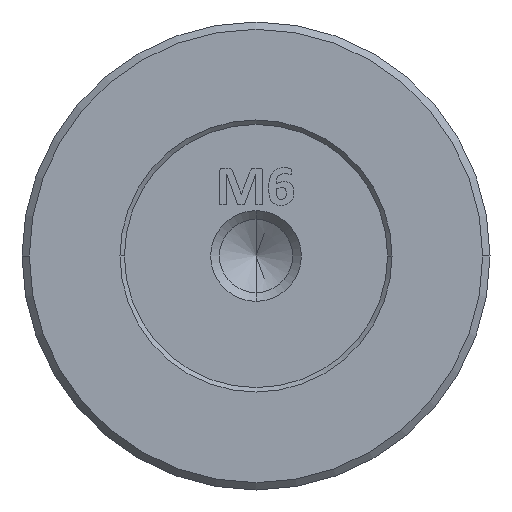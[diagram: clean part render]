
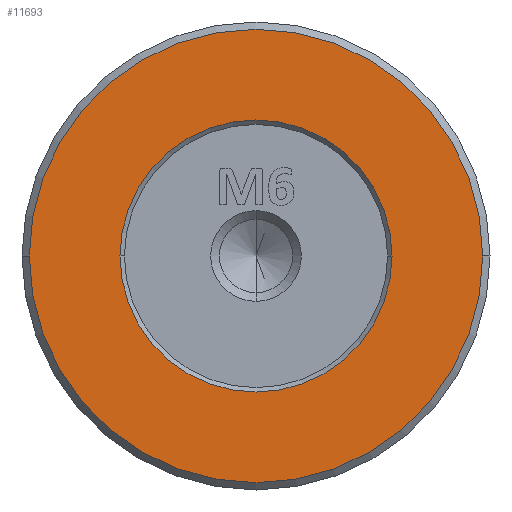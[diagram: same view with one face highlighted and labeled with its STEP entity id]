
A CAD part, left-side view. The second image highlights one B-rep face of the part: STEP entity #11693.
In plain terms, the highlighted planar face has unit normal (-1, 0, 0).
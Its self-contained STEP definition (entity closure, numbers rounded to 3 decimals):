
#630 = EDGE_LOOP ( 'NONE', ( #6186, #25946 ) ) ;
#963 = DIRECTION ( 'NONE',  ( 0., 1., 0. ) ) ;
#3166 = AXIS2_PLACEMENT_3D ( 'NONE', #4934, #6991, #13717 ) ;
#3227 = VERTEX_POINT ( 'NONE', #16988 ) ;
#3587 = CARTESIAN_POINT ( 'NONE',  ( -41.599, 3.476, 13.025 ) ) ;
#3896 = CARTESIAN_POINT ( 'NONE',  ( -41.599, 3.476, 13.025 ) ) ;
#4934 = CARTESIAN_POINT ( 'NONE',  ( -41.599, 3.476, 13.025 ) ) ;
#5343 = FACE_BOUND ( 'NONE', #630, .T. ) ;
#6186 = ORIENTED_EDGE ( 'NONE', *, *, #9197, .T. ) ;
#6376 = DIRECTION ( 'NONE',  ( 1., 0., 0. ) ) ;
#6949 = AXIS2_PLACEMENT_3D ( 'NONE', #24858, #18566, #27492 ) ;
#6991 = DIRECTION ( 'NONE',  ( -1., 0., 0. ) ) ;
#7167 = EDGE_LOOP ( 'NONE', ( #27083, #14941 ) ) ;
#8338 = EDGE_CURVE ( 'NONE', #9800, #18930, #19561, .T. ) ;
#8828 = AXIS2_PLACEMENT_3D ( 'NONE', #3587, #25690, #963 ) ;
#9197 = EDGE_CURVE ( 'NONE', #3227, #16719, #14384, .T. ) ;
#9800 = VERTEX_POINT ( 'NONE', #28395 ) ;
#11043 = DIRECTION ( 'NONE',  ( 0., -1., 0. ) ) ;
#11693 = ADVANCED_FACE ( 'NONE', ( #5343, #16748 ), #23188, .T. ) ;
#13717 = DIRECTION ( 'NONE',  ( 0., -1., 0. ) ) ;
#13899 = CIRCLE ( 'NONE', #3166, 15.5 ) ;
#14227 = EDGE_CURVE ( 'NONE', #16719, #3227, #22015, .T. ) ;
#14384 = CIRCLE ( 'NONE', #24625, 9.3 ) ;
#14863 = DIRECTION ( 'NONE',  ( 1., 0., 0. ) ) ;
#14941 = ORIENTED_EDGE ( 'NONE', *, *, #23974, .T. ) ;
#15238 = CARTESIAN_POINT ( 'NONE',  ( -41.599, 12.776, 13.025 ) ) ;
#16719 = VERTEX_POINT ( 'NONE', #15238 ) ;
#16748 = FACE_OUTER_BOUND ( 'NONE', #7167, .T. ) ;
#16988 = CARTESIAN_POINT ( 'NONE',  ( -41.599, -5.824, 13.025 ) ) ;
#17806 = AXIS2_PLACEMENT_3D ( 'NONE', #3896, #6376, #11043 ) ;
#18566 = DIRECTION ( 'NONE',  ( -1., 0., 0. ) ) ;
#18930 = VERTEX_POINT ( 'NONE', #28161 ) ;
#19235 = CARTESIAN_POINT ( 'NONE',  ( -41.599, 3.476, 13.025 ) ) ;
#19561 = CIRCLE ( 'NONE', #6949, 15.5 ) ;
#22015 = CIRCLE ( 'NONE', #17806, 9.3 ) ;
#22134 = DIRECTION ( 'NONE',  ( 0., -1., 0. ) ) ;
#23188 = PLANE ( 'NONE',  #8828 ) ;
#23974 = EDGE_CURVE ( 'NONE', #18930, #9800, #13899, .T. ) ;
#24625 = AXIS2_PLACEMENT_3D ( 'NONE', #19235, #14863, #22134 ) ;
#24858 = CARTESIAN_POINT ( 'NONE',  ( -41.599, 3.476, 13.025 ) ) ;
#25690 = DIRECTION ( 'NONE',  ( -1., 0., 0. ) ) ;
#25946 = ORIENTED_EDGE ( 'NONE', *, *, #14227, .T. ) ;
#27083 = ORIENTED_EDGE ( 'NONE', *, *, #8338, .T. ) ;
#27492 = DIRECTION ( 'NONE',  ( 0., -1., 0. ) ) ;
#28161 = CARTESIAN_POINT ( 'NONE',  ( -41.599, -12.024, 13.025 ) ) ;
#28395 = CARTESIAN_POINT ( 'NONE',  ( -41.599, 18.976, 13.025 ) ) ;
